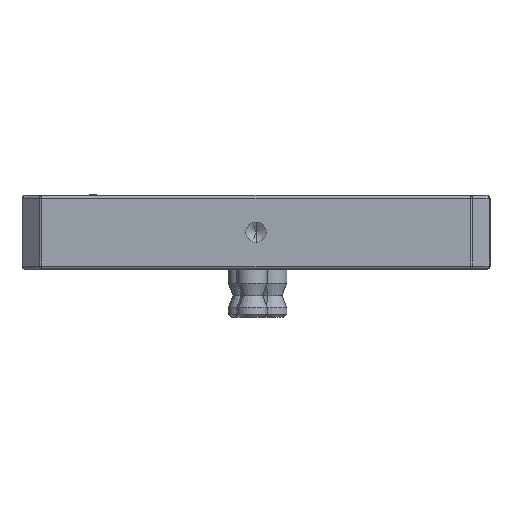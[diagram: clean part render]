
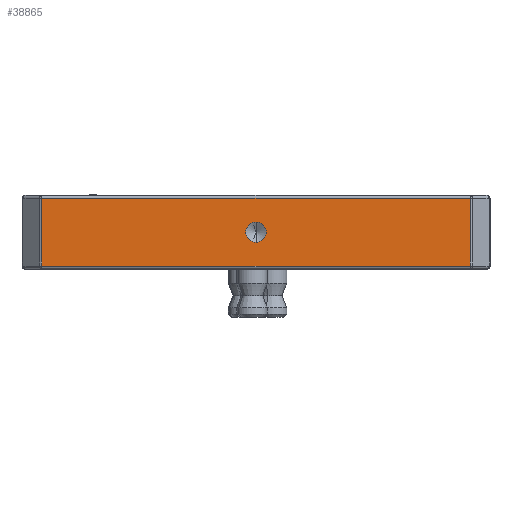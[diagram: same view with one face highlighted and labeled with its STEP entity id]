
A CAD part, front view. The second image highlights one B-rep face of the part: STEP entity #38865.
In plain terms, the highlighted planar face has unit normal (0, -1, 0).
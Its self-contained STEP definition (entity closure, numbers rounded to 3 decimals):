
#319 = DIRECTION ( 'NONE',  ( 1., 0., 0. ) ) ;
#2503 = ORIENTED_EDGE ( 'NONE', *, *, #18932, .T. ) ;
#2697 = VERTEX_POINT ( 'NONE', #12239 ) ;
#3777 = CARTESIAN_POINT ( 'NONE',  ( -32.538, -39.988, 5.5 ) ) ;
#4441 = LINE ( 'NONE', #17308, #17608 ) ;
#5602 = CARTESIAN_POINT ( 'NONE',  ( 37.048, -39.988, 6. ) ) ;
#6151 = CARTESIAN_POINT ( 'NONE',  ( 37.048, -39.988, 5.5 ) ) ;
#6181 = VERTEX_POINT ( 'NONE', #3777 ) ;
#6419 = CARTESIAN_POINT ( 'NONE',  ( 37.255, -39.988, -5.5 ) ) ;
#7453 = DIRECTION ( 'NONE',  ( 0., -1., 0. ) ) ;
#7558 = CARTESIAN_POINT ( 'NONE',  ( -35.745, -39.988, 6. ) ) ;
#8478 = CARTESIAN_POINT ( 'NONE',  ( 2.255, -39.988, 1.65 ) ) ;
#10187 = ORIENTED_EDGE ( 'NONE', *, *, #15081, .F. ) ;
#10422 = DIRECTION ( 'NONE',  ( 1., 0., 0. ) ) ;
#11644 = DIRECTION ( 'NONE',  ( 0., -1., 0. ) ) ;
#12239 = CARTESIAN_POINT ( 'NONE',  ( -32.538, -39.988, -5.5 ) ) ;
#12908 = AXIS2_PLACEMENT_3D ( 'NONE', #24255, #11644, #36279 ) ;
#12995 = CARTESIAN_POINT ( 'NONE',  ( 37.048, -39.988, -5.5 ) ) ;
#13083 = FACE_OUTER_BOUND ( 'NONE', #27546, .T. ) ;
#13178 = CARTESIAN_POINT ( 'NONE',  ( 2.255, -39.988, 0. ) ) ;
#13410 = VERTEX_POINT ( 'NONE', #32578 ) ;
#13674 = AXIS2_PLACEMENT_3D ( 'NONE', #7558, #32423, #10422 ) ;
#15081 = EDGE_CURVE ( 'NONE', #13410, #35627, #33718, .T. ) ;
#15914 = EDGE_CURVE ( 'NONE', #19703, #31064, #35792, .T. ) ;
#16092 = EDGE_CURVE ( 'NONE', #2697, #19703, #28037, .T. ) ;
#16536 = CARTESIAN_POINT ( 'NONE',  ( -35.745, -39.988, 5.5 ) ) ;
#16854 = DIRECTION ( 'NONE',  ( 0., 0., -1. ) ) ;
#17308 = CARTESIAN_POINT ( 'NONE',  ( -32.538, -39.988, -6. ) ) ;
#17608 = VECTOR ( 'NONE', #35819, 1000. ) ;
#17676 = DIRECTION ( 'NONE',  ( 0., 0., 1. ) ) ;
#18171 = VECTOR ( 'NONE', #319, 1000. ) ;
#18932 = EDGE_CURVE ( 'NONE', #6181, #2697, #4441, .T. ) ;
#18993 = ORIENTED_EDGE ( 'NONE', *, *, #15914, .T. ) ;
#19703 = VERTEX_POINT ( 'NONE', #12995 ) ;
#20395 = VECTOR ( 'NONE', #38504, 1000. ) ;
#22448 = FACE_BOUND ( 'NONE', #37722, .T. ) ;
#24255 = CARTESIAN_POINT ( 'NONE',  ( 2.255, -39.988, 0. ) ) ;
#26644 = VECTOR ( 'NONE', #17676, 1000. ) ;
#27389 = EDGE_CURVE ( 'NONE', #31064, #6181, #38105, .T. ) ;
#27546 = EDGE_LOOP ( 'NONE', ( #2503, #29676, #18993, #29939 ) ) ;
#27680 = CIRCLE ( 'NONE', #37413, 1.65 ) ;
#28037 = LINE ( 'NONE', #6419, #18171 ) ;
#28469 = ORIENTED_EDGE ( 'NONE', *, *, #34608, .F. ) ;
#28570 = PLANE ( 'NONE',  #13674 ) ;
#29676 = ORIENTED_EDGE ( 'NONE', *, *, #16092, .T. ) ;
#29939 = ORIENTED_EDGE ( 'NONE', *, *, #27389, .T. ) ;
#31064 = VERTEX_POINT ( 'NONE', #6151 ) ;
#32423 = DIRECTION ( 'NONE',  ( 0., 1., 0. ) ) ;
#32578 = CARTESIAN_POINT ( 'NONE',  ( 2.255, -39.988, -1.65 ) ) ;
#33718 = CIRCLE ( 'NONE', #12908, 1.65 ) ;
#34608 = EDGE_CURVE ( 'NONE', #35627, #13410, #27680, .T. ) ;
#35627 = VERTEX_POINT ( 'NONE', #8478 ) ;
#35792 = LINE ( 'NONE', #5602, #26644 ) ;
#35819 = DIRECTION ( 'NONE',  ( 0., 0., -1. ) ) ;
#36279 = DIRECTION ( 'NONE',  ( 0., 0., -1. ) ) ;
#37413 = AXIS2_PLACEMENT_3D ( 'NONE', #13178, #7453, #16854 ) ;
#37722 = EDGE_LOOP ( 'NONE', ( #10187, #28469 ) ) ;
#38105 = LINE ( 'NONE', #16536, #20395 ) ;
#38504 = DIRECTION ( 'NONE',  ( -1., 0., 0. ) ) ;
#38865 = ADVANCED_FACE ( 'NONE', ( #22448, #13083 ), #28570, .F. ) ;
